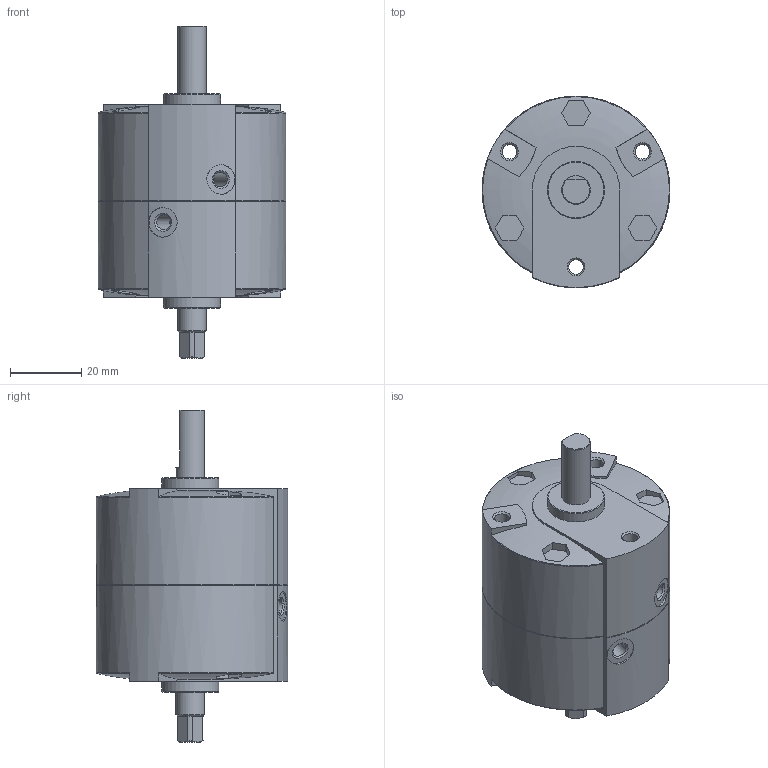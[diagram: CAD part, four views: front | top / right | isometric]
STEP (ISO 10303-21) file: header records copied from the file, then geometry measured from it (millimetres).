
FILE_DESCRIPTION(/* description */ ('STEP AP214'),/* implementation_level */ '2;1');
FILE_NAME(/* name */ '2536492_DRVS-16-270-P-EX4',/* time_stamp */ '2024-08-21T02:50:09+02:00',/* author */ ('License CC BY-ND 4.0'),/* organization */ ('CADENAS'),/* preprocessor_version */ 'ST-DEVELOPER v19.3',/* originating_system */ 'PARTsolutions',/* authorisation */ ' ');
FILE_SCHEMA (('AUTOMOTIVE_DESIGN {1 0 10303 214 3 1 1}'));
Length unit declared in the file: millimetre
Products named in the file (3): 2536492 DRVS-16-270-P-EX4--(135); 2536492 DRVS-16-270-P-EX4_gehaeuse; 2536492 DRVS-16-270-P-EX4--(135)_welle
Assembly tree (2 placements, depth 2):
  2536492 DRVS-16-270-P-EX4--(135)
    2536492 DRVS-16-270-P-EX4_gehaeuse
    2536492 DRVS-16-270-P-EX4--(135)_welle
Bounding box: 52.63 x 53.65 x 93 mm (x, y, z)
Volume: 112872.9 mm3; surface area: 23438.7 mm2
Topology: 2 solids, 2 shells, 205 faces, 492 edges, 319 vertices
Faces by surface type: plane 118, cylinder 58, cone 18, torus 11
Full cylindrical faces by diameter (mm): 4.134 x8, 5 x3, 6.95 x3, 8 x4, 8.3 x2, 16 x2
Entity records: 5867 total; most frequent: CARTESIAN_POINT 1269, DIRECTION 900, ORIENTED_EDGE 892, EDGE_CURVE 446, AXIS2_PLACEMENT_3D 340, VERTEX_POINT 311, EDGE_LOOP 279, FACE_BOUND 279
